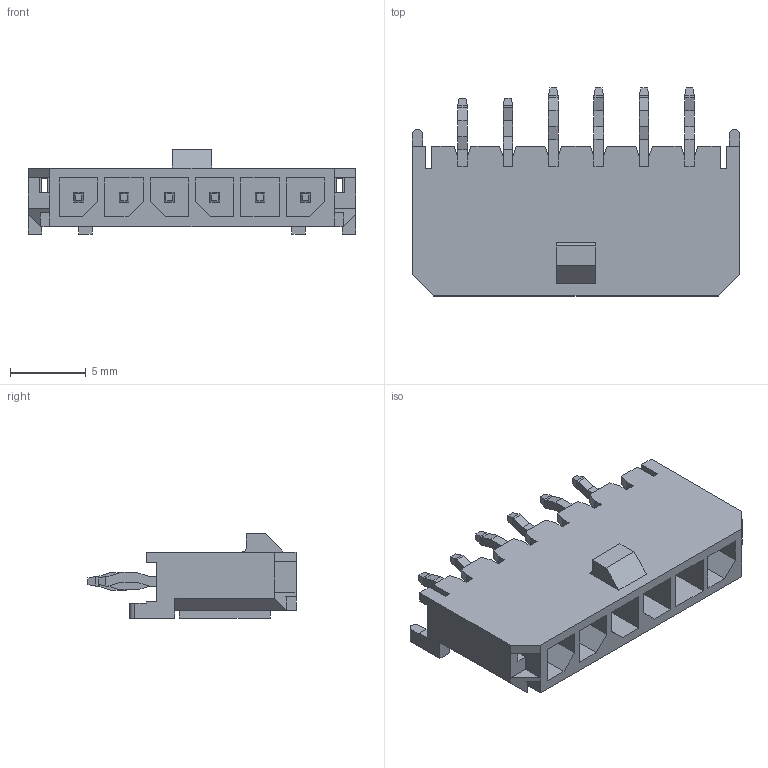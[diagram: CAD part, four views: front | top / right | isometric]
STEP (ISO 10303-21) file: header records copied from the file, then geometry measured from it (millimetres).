
FILE_DESCRIPTION(/* description */ ('Unknown'),/* implementation_level */ '2;1');
FILE_NAME(/* name */ '66200611122',/* time_stamp */ '2020-03-19T14:55:59+01:00',/* author */ ('Unknown'),/* organization */ ('Unknown'),/* preprocessor_version */ 'ST-DEVELOPER v16.7',/* originating_system */ 'DEX',/* authorisation */ $);
FILE_SCHEMA (('AUTOMOTIVE_DESIGN {1 0 10303 214 3 1 1}'));
Length unit declared in the file: millimetre
Products named in the file (3): 6620xx11122; 66200611122; 6620xx11122_PIN
Assembly tree (7 placements, depth 2):
  6620xx11122
    66200611122
    6620xx11122_PIN  x6
Bounding box: 21.65 x 13.75 x 5.57 mm (x, y, z)
Volume: 515.1 mm3; surface area: 1428 mm2
Topology: 7 solids, 7 shells, 367 faces, 992 edges, 634 vertices
Faces by surface type: plane 364, cylinder 3
Entity records: 8292 total; most frequent: CARTESIAN_POINT 1471, ORIENTED_EDGE 1464, DIRECTION 1268, EDGE_CURVE 732, LINE 726, VECTOR 726, VERTEX_POINT 474, EDGE_LOOP 272
